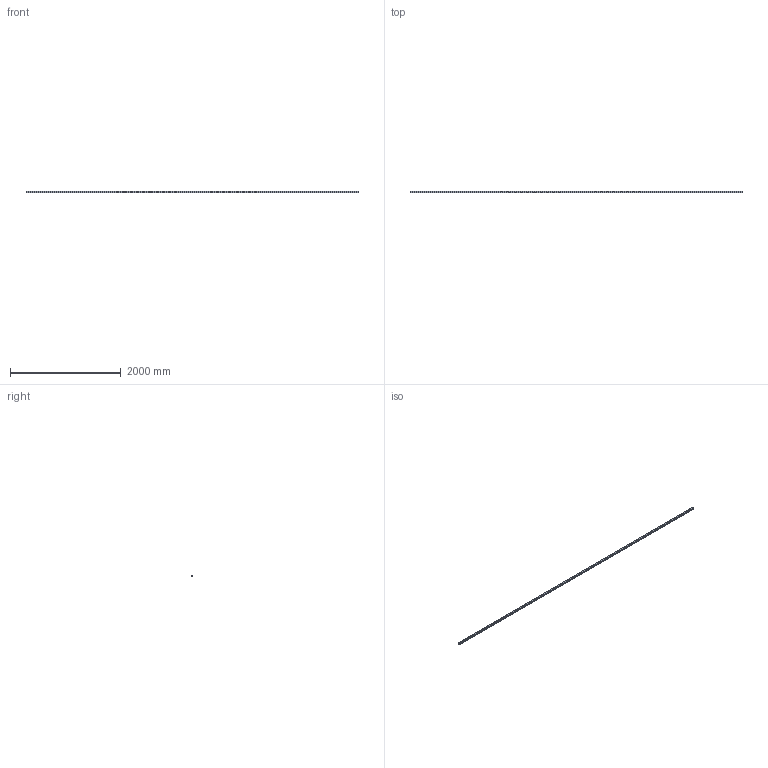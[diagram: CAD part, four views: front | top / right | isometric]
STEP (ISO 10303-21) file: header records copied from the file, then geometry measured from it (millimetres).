
FILE_DESCRIPTION (( 'STEP AP214' ), '1' );
FILE_NAME ('201007_Schutzgitterprofil 30x30 WG 40 Nut 8.STEP', '2019-01-30T07:45:58', ( '' ), ( '' ), 'SwSTEP 2.0', 'SolidWorks 2017', '' );
FILE_SCHEMA (( 'AUTOMOTIVE_DESIGN' ));
Length unit declared in the file: millimetre
Products named in the file (1): 201007_Schutzgitterprofil 30x30 WG 40 Nut 8
Bounding box: 6000 x 30 x 30 mm (x, y, z)
Volume: 1952111.8 mm3; surface area: 2052604.7 mm2
Topology: 1 solids, 1 shells, 67 faces, 195 edges, 130 vertices
Faces by surface type: plane 58, cylinder 9
Entity records: 2233 total; most frequent: CARTESIAN_POINT 393, ORIENTED_EDGE 390, DIRECTION 349, EDGE_CURVE 195, LINE 177, VECTOR 177, VERTEX_POINT 130, AXIS2_PLACEMENT_3D 86
